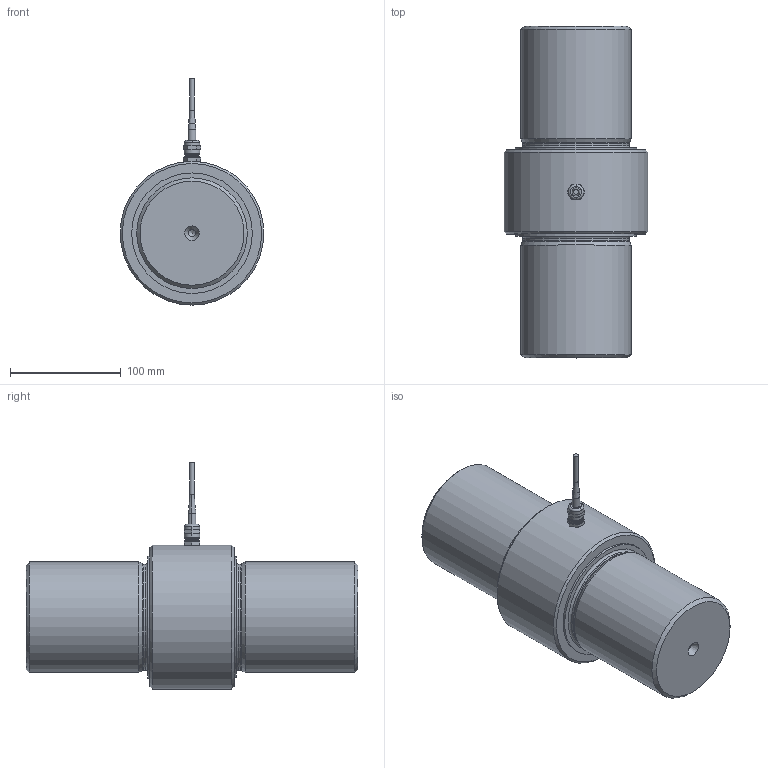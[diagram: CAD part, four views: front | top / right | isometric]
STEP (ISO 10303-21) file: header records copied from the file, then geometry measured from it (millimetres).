
FILE_DESCRIPTION( ( 'Unknown' ), '1' );
FILE_NAME( 'K12-1000kN.stp', 'Unknown', ( 'Unknown' ), ( 'Unknown' ), 'PSStep 17.0.49', 'Unknown', ' ' );
FILE_SCHEMA( ( 'AUTOMOTIVE_DESIGN { 1 0 10303 214 1 1 1 1 }' ) );
Length unit declared in the file: millimetre
Products named in the file (4): Assem1; 2053-001-Welle; Pg7 mit Knickschutz; kabeldurchmesser4,5_doc-00036217
Assembly tree (3 placements, depth 2):
  Assem1
    2053-001-Welle
    Pg7 mit Knickschutz
    kabeldurchmesser4,5_doc-00036217
Bounding box: 130 x 300 x 204.5 mm (x, y, z)
Volume: 2765479.5 mm3; surface area: 130467.6 mm2
Topology: 3 solids, 3 shells, 99 faces, 215 edges, 131 vertices
Faces by surface type: plane 39, cylinder 28, cone 26, torus 6
Full cylindrical faces by diameter (mm): 4.5 x1, 6.3 x2, 96 x2, 100 x2, 109 x1, 110 x1, 130 x1
Entity records: 4078 total; most frequent: CARTESIAN_POINT 1510, ORIENTED_EDGE 358, DIRECTION 266, EDGE_CURVE 179, B_SPLINE_CURVE_WITH_KNOTS 149, EDGE_LOOP 134, AXIS2_PLACEMENT_3D 133, VERTEX_POINT 121
